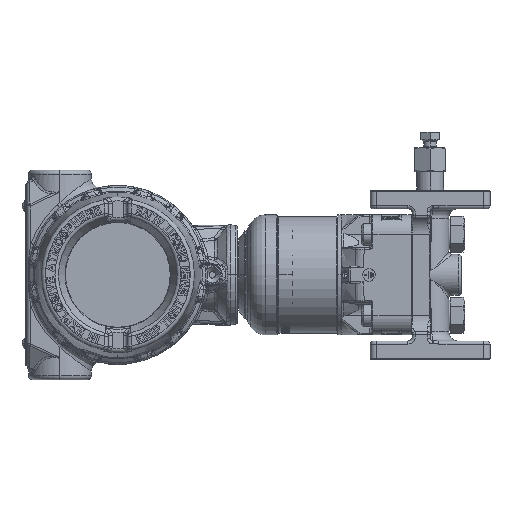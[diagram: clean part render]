
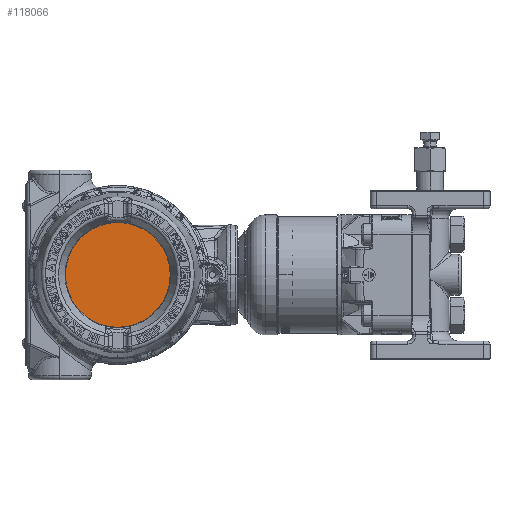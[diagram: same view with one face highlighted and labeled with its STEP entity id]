
A CAD part, left-side view. The second image highlights one B-rep face of the part: STEP entity #118066.
In plain terms, the highlighted planar face has unit normal (-1, 0, 0).
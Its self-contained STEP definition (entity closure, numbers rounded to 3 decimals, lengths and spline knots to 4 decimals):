
#118041=CARTESIAN_POINT('',(-2.41,0.,0.));
#118042=DIRECTION('',(1.,0.,0.));
#118043=DIRECTION('',(0.,1.,0.));
#118044=AXIS2_PLACEMENT_3D('',#118041,#118042,#118043);
#118046=CARTESIAN_POINT('',(-2.41,0.,0.));
#118047=DIRECTION('',(1.,0.,0.));
#118048=DIRECTION('',(0.,-1.,0.));
#118049=AXIS2_PLACEMENT_3D('',#118046,#118047,#118048);
#118051=CARTESIAN_POINT('',(-2.41,-1.34,0.));
#118052=CARTESIAN_POINT('',(-2.41,1.34,0.));
#118053=VERTEX_POINT('',#118051);
#118054=VERTEX_POINT('',#118052);
#118055=CARTESIAN_POINT('',(-2.41,0.,0.));
#118056=DIRECTION('',(-1.,0.,0.));
#118057=DIRECTION('',(0.,-1.,0.));
#118058=AXIS2_PLACEMENT_3D('',#118055,#118056,#118057);
#118059=PLANE('',#118058);
#118061=ORIENTED_EDGE('',*,*,#118060,.T.);
#118063=ORIENTED_EDGE('',*,*,#118062,.T.);
#118064=EDGE_LOOP('',(#118061,#118063));
#118065=FACE_OUTER_BOUND('',#118064,.F.);
#118045=CIRCLE('',#118044,1.34);
#118050=CIRCLE('',#118049,1.34);
#118060=EDGE_CURVE('',#118054,#118053,#118045,.T.);
#118062=EDGE_CURVE('',#118053,#118054,#118050,.T.);
#118066=ADVANCED_FACE('',(#118065),#118059,.T.);
